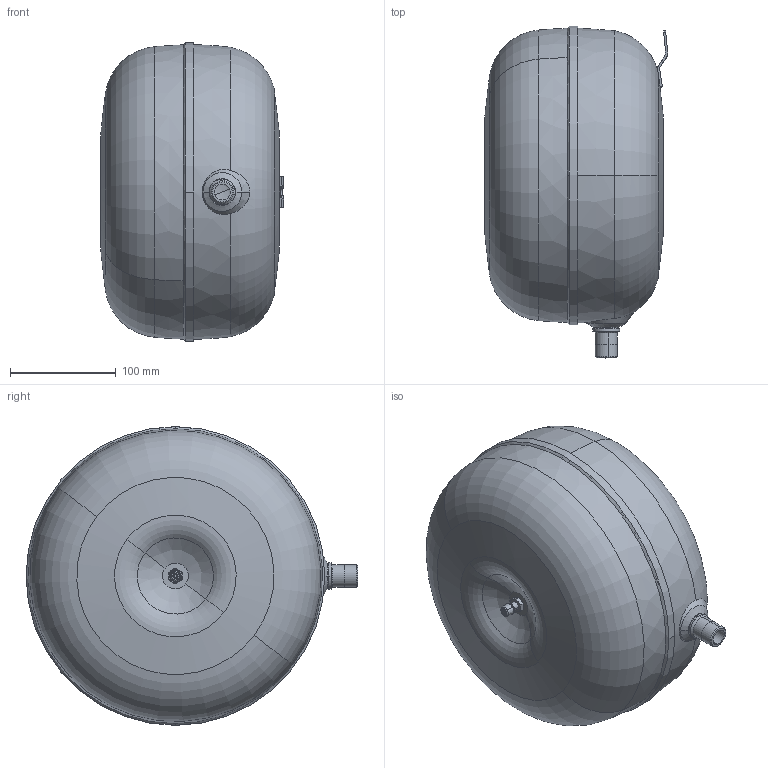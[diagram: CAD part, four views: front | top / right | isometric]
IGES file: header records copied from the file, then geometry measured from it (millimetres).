
Global section: file name: No Iges File Name specified; native system: Autodesk Inventor 2009; preprocessor: AutoDesk Inventor Iges Exporter R2009; author: CADJOBServer; date: 20100202.102037; units: millimetre
Bounding box: 173.13 x 313.59 x 282.2 mm (x, y, z)
Volume: 467301.6 mm3; surface area: 455143.3 mm2
Topology: 7 solids, 7 shells, 263 faces, 660 edges, 425 vertices
Faces by surface type: revolution 62, plane 50, cone 44, bspline 43, cylinder 36, torus 26, sphere 2
